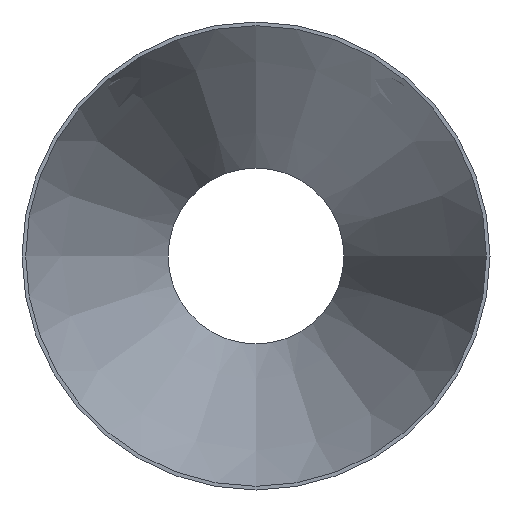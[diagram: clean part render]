
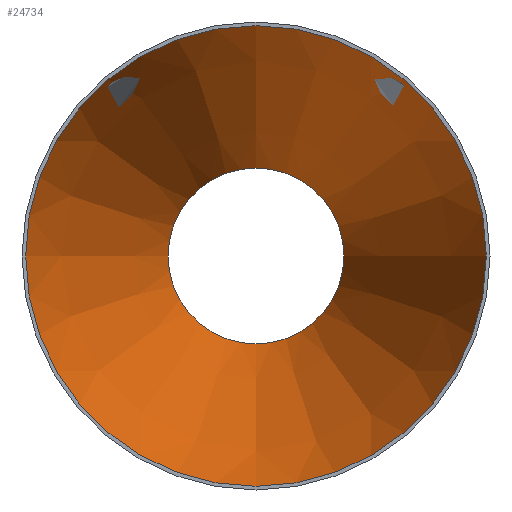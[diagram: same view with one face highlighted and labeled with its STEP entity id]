
A CAD part, front view. The second image highlights one B-rep face of the part: STEP entity #24734.
In plain terms, the highlighted conical face has half-angle 19.161 degrees and reference radius 200.024 mm.
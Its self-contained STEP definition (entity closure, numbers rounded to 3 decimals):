
#880 = DIRECTION ( 'NONE',  ( 0., 0., -1. ) ) ;
#2583 = ORIENTED_EDGE ( 'NONE', *, *, #5409, .F. ) ;
#3419 = CARTESIAN_POINT ( 'NONE',  ( 0., 0., 0. ) ) ;
#3452 = EDGE_LOOP ( 'NONE', ( #2583 ) ) ;
#4540 = AXIS2_PLACEMENT_3D ( 'NONE', #13277, #38156, #880 ) ;
#5409 = EDGE_CURVE ( 'NONE', #32329, #32329, #7846, .T. ) ;
#6215 = EDGE_CURVE ( 'NONE', #7433, #7433, #30887, .T. ) ;
#7298 = DIRECTION ( 'NONE',  ( 0., -1., 0. ) ) ;
#7433 = VERTEX_POINT ( 'NONE', #38907 ) ;
#7846 = CIRCLE ( 'NONE', #4540, 76.324 ) ;
#9875 = AXIS2_PLACEMENT_3D ( 'NONE', #3419, #24851, #34526 ) ;
#10605 = FACE_BOUND ( 'NONE', #3452, .T. ) ;
#13277 = CARTESIAN_POINT ( 'NONE',  ( 0., 356., 0. ) ) ;
#19761 = CARTESIAN_POINT ( 'NONE',  ( 0., 356., -76.324 ) ) ;
#22900 = CARTESIAN_POINT ( 'NONE',  ( 0., 0., 0. ) ) ;
#24734 = ADVANCED_FACE ( 'NONE', ( #10605, #32798 ), #29937, .F. ) ;
#24851 = DIRECTION ( 'NONE',  ( 0., -1., 0. ) ) ;
#25024 = ORIENTED_EDGE ( 'NONE', *, *, #6215, .T. ) ;
#28917 = DIRECTION ( 'NONE',  ( 0., 0., -1. ) ) ;
#29937 = CONICAL_SURFACE ( 'NONE', #37144, 200.024, 0.334 ) ;
#30887 = CIRCLE ( 'NONE', #9875, 200.024 ) ;
#32329 = VERTEX_POINT ( 'NONE', #19761 ) ;
#32798 = FACE_OUTER_BOUND ( 'NONE', #32868, .T. ) ;
#32868 = EDGE_LOOP ( 'NONE', ( #25024 ) ) ;
#34526 = DIRECTION ( 'NONE',  ( 0., 0., -1. ) ) ;
#37144 = AXIS2_PLACEMENT_3D ( 'NONE', #22900, #7298, #28917 ) ;
#38156 = DIRECTION ( 'NONE',  ( 0., -1., 0. ) ) ;
#38907 = CARTESIAN_POINT ( 'NONE',  ( 0., 0., -200.024 ) ) ;
